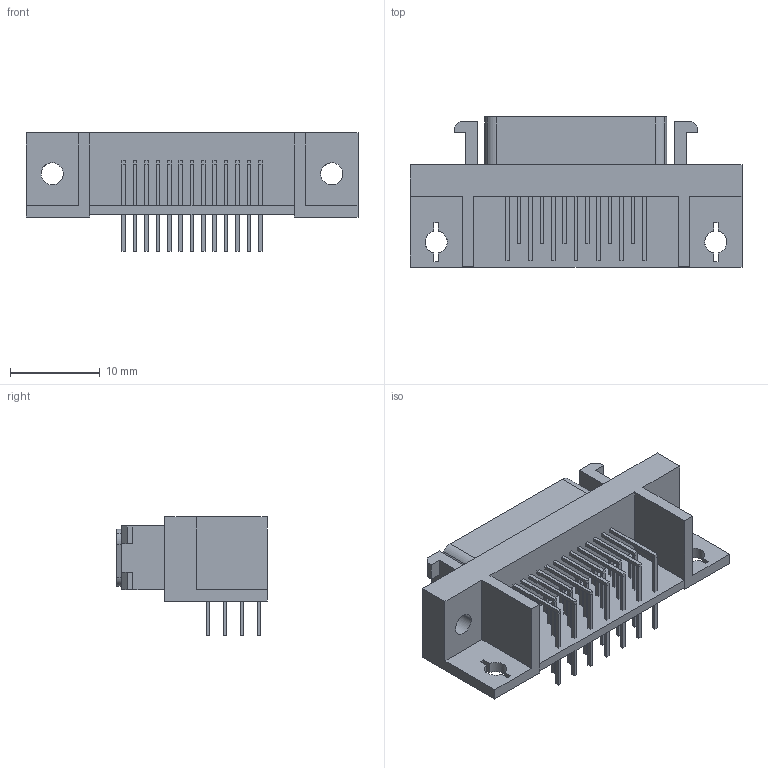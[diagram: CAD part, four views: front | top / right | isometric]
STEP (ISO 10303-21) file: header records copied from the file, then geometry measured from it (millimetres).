
FILE_DESCRIPTION((''),'2;1');
FILE_NAME('3M_N10226-5212PC.stp','2009-10-14T15:29:44',(''),(''),'Mechanical Desktop 2006','Mechanical Desktop 2006',', , ');
FILE_SCHEMA(('AUTOMOTIVE_DESIGN { 1 2 10303 214 0 1 1 1 }'));
Length unit declared in the file: millimetre
Products named in the file (1): Product
Bounding box: 37.08 x 16.76 x 13.21 mm (x, y, z)
Volume: 2232.9 mm3; surface area: 4036.6 mm2
Topology: 82 solids, 82 shells, 582 faces, 1435 edges, 1193 vertices
Faces by surface type: plane 550, cylinder 32
Entity records: 16991 total; most frequent: CARTESIAN_POINT 3609, ORIENTED_EDGE 2516, DIRECTION 2471, EDGE_CURVE 1258, VECTOR 1203, LINE 1203, VERTEX_POINT 842, AXIS2_PLACEMENT_3D 634
